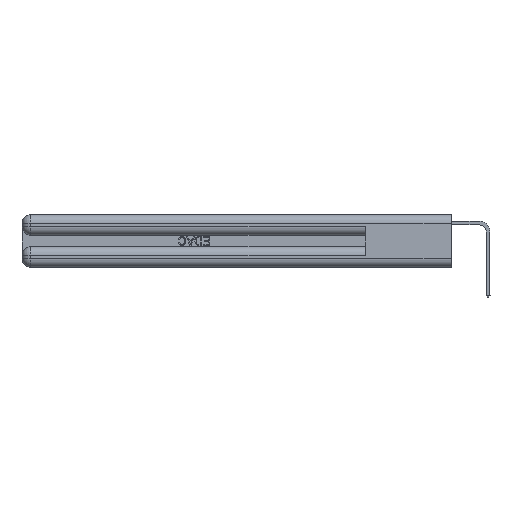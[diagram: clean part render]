
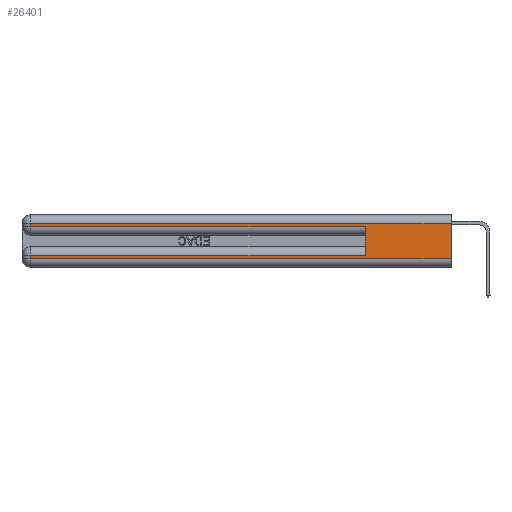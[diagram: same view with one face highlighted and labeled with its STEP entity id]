
A CAD part, left-side view. The second image highlights one B-rep face of the part: STEP entity #26401.
In plain terms, the highlighted planar face has unit normal (-1, 0, 0).
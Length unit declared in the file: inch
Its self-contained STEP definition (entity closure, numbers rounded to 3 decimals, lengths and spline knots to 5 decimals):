
#211 = VERTEX_POINT ( 'NONE', #26313 ) ;
#623 = VECTOR ( 'NONE', #32741, 39.37008 ) ;
#629 = ORIENTED_EDGE ( 'NONE', *, *, #1540, .T. ) ;
#795 = LINE ( 'NONE', #20649, #18475 ) ;
#1480 = CARTESIAN_POINT ( 'NONE',  ( 0., 0.6, 0.145 ) ) ;
#1540 = EDGE_CURVE ( 'NONE', #8814, #18069, #17367, .T. ) ;
#1640 = ORIENTED_EDGE ( 'NONE', *, *, #25050, .T. ) ;
#1645 = ORIENTED_EDGE ( 'NONE', *, *, #12817, .T. ) ;
#1939 = CARTESIAN_POINT ( 'NONE',  ( 0., 0.6, 0.085 ) ) ;
#3692 = CARTESIAN_POINT ( 'NONE',  ( 0., 2.94, 0.37 ) ) ;
#4774 = EDGE_CURVE ( 'NONE', #11257, #18069, #21662, .T. ) ;
#5712 = VERTEX_POINT ( 'NONE', #9428 ) ;
#5735 = DIRECTION ( 'NONE',  ( 1., 0., 0. ) ) ;
#8226 = DIRECTION ( 'NONE',  ( 0., 0., -1. ) ) ;
#8814 = VERTEX_POINT ( 'NONE', #22607 ) ;
#9428 = CARTESIAN_POINT ( 'NONE',  ( 0., 0., 0.06 ) ) ;
#10258 = VECTOR ( 'NONE', #15468, 39.37008 ) ;
#10294 = VECTOR ( 'NONE', #22561, 39.37008 ) ;
#10763 = VECTOR ( 'NONE', #26629, 39.37008 ) ;
#10890 = DIRECTION ( 'NONE',  ( 0., 0., -1. ) ) ;
#11180 = CARTESIAN_POINT ( 'NONE',  ( 0., 2.94, 0.06 ) ) ;
#11224 = VERTEX_POINT ( 'NONE', #16494 ) ;
#11257 = VERTEX_POINT ( 'NONE', #1939 ) ;
#11491 = CARTESIAN_POINT ( 'NONE',  ( 0., 0., 0.31 ) ) ;
#12454 = CARTESIAN_POINT ( 'NONE',  ( 0., 0., 0.06 ) ) ;
#12773 = LINE ( 'NONE', #12454, #10294 ) ;
#12817 = EDGE_CURVE ( 'NONE', #30325, #5712, #12773, .T. ) ;
#13459 = ORIENTED_EDGE ( 'NONE', *, *, #18673, .T. ) ;
#13822 = CARTESIAN_POINT ( 'NONE',  ( 0., 0., 0.37 ) ) ;
#14150 = FACE_OUTER_BOUND ( 'NONE', #21235, .T. ) ;
#14854 = LINE ( 'NONE', #24788, #21534 ) ;
#15031 = VECTOR ( 'NONE', #23743, 39.37008 ) ;
#15033 = EDGE_CURVE ( 'NONE', #11224, #8814, #795, .T. ) ;
#15293 = CARTESIAN_POINT ( 'NONE',  ( 0., 0., 0.085 ) ) ;
#15468 = DIRECTION ( 'NONE',  ( 0., 1., 0. ) ) ;
#15954 = LINE ( 'NONE', #15293, #10258 ) ;
#16494 = CARTESIAN_POINT ( 'NONE',  ( 0., 2.94, 0.31 ) ) ;
#16629 = CARTESIAN_POINT ( 'NONE',  ( 0., 0., 0.31 ) ) ;
#17344 = ORIENTED_EDGE ( 'NONE', *, *, #28324, .F. ) ;
#17367 = LINE ( 'NONE', #27462, #623 ) ;
#17488 = ORIENTED_EDGE ( 'NONE', *, *, #27748, .T. ) ;
#18069 = VERTEX_POINT ( 'NONE', #18721 ) ;
#18475 = VECTOR ( 'NONE', #10890, 39.37008 ) ;
#18673 = EDGE_CURVE ( 'NONE', #11257, #211, #15954, .T. ) ;
#18721 = CARTESIAN_POINT ( 'NONE',  ( 0., 0.6, 0.285 ) ) ;
#19018 = ORIENTED_EDGE ( 'NONE', *, *, #4774, .F. ) ;
#20314 = DIRECTION ( 'NONE',  ( 0., 0., -1. ) ) ;
#20649 = CARTESIAN_POINT ( 'NONE',  ( 0., 2.94, 0.37 ) ) ;
#21235 = EDGE_LOOP ( 'NONE', ( #17344, #1640, #31696, #629, #19018, #13459, #17488, #1645 ) ) ;
#21534 = VECTOR ( 'NONE', #20314, 39.37008 ) ;
#21595 = PLANE ( 'NONE',  #28340 ) ;
#21662 = LINE ( 'NONE', #1480, #10763 ) ;
#22561 = DIRECTION ( 'NONE',  ( 0., -1., 0. ) ) ;
#22607 = CARTESIAN_POINT ( 'NONE',  ( 0., 2.94, 0.285 ) ) ;
#23743 = DIRECTION ( 'NONE',  ( 0., 1., 0. ) ) ;
#24788 = CARTESIAN_POINT ( 'NONE',  ( 0., 0., 0.37 ) ) ;
#25050 = EDGE_CURVE ( 'NONE', #30366, #11224, #31688, .T. ) ;
#25752 = VECTOR ( 'NONE', #26063, 39.37008 ) ;
#26063 = DIRECTION ( 'NONE',  ( 0., 0., -1. ) ) ;
#26313 = CARTESIAN_POINT ( 'NONE',  ( 0., 2.94, 0.085 ) ) ;
#26401 = ADVANCED_FACE ( 'NONE', ( #14150 ), #21595, .F. ) ;
#26629 = DIRECTION ( 'NONE',  ( 0., 0., 1. ) ) ;
#27462 = CARTESIAN_POINT ( 'NONE',  ( 0., 0., 0.285 ) ) ;
#27748 = EDGE_CURVE ( 'NONE', #211, #30325, #29367, .T. ) ;
#28324 = EDGE_CURVE ( 'NONE', #30366, #5712, #14854, .T. ) ;
#28340 = AXIS2_PLACEMENT_3D ( 'NONE', #13822, #5735, #8226 ) ;
#29367 = LINE ( 'NONE', #3692, #25752 ) ;
#30325 = VERTEX_POINT ( 'NONE', #11180 ) ;
#30366 = VERTEX_POINT ( 'NONE', #11491 ) ;
#31688 = LINE ( 'NONE', #16629, #15031 ) ;
#31696 = ORIENTED_EDGE ( 'NONE', *, *, #15033, .T. ) ;
#32741 = DIRECTION ( 'NONE',  ( 0., -1., 0. ) ) ;
